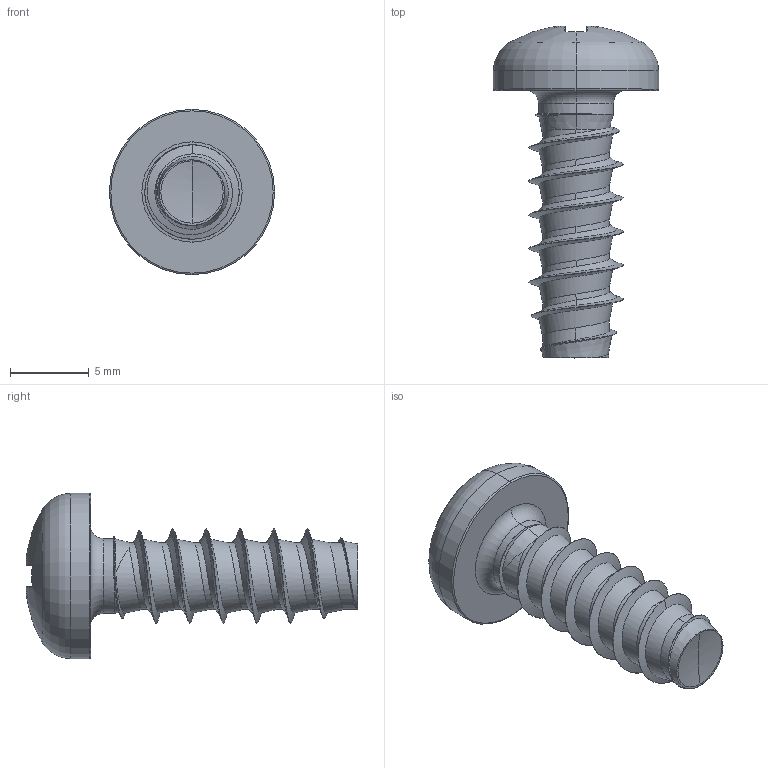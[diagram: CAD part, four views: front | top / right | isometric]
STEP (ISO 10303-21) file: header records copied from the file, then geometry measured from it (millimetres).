
FILE_DESCRIPTION (( 'STEP AP203' ), '1' );
FILE_NAME ('STP220600170.STEP', '2019-05-15T18:19:06', ( '' ), ( '' ), 'SwSTEP 2.0', 'SolidWorks 2015', '' );
FILE_SCHEMA (( 'CONFIG_CONTROL_DESIGN' ));
Length unit declared in the file: millimetre
Products named in the file (2): STP220600170
Bounding box: 10.5 x 21.1 x 10.5 mm (x, y, z)
Volume: 535.6 mm3; surface area: 640.6 mm2
Topology: 1 solids, 1 shells, 189 faces, 453 edges, 266 vertices
Faces by surface type: bspline 55, cylinder 40, torus 36, plane 30, sphere 20, cone 8
Entity records: 19410 total; most frequent: CARTESIAN_POINT 15368, ORIENTED_EDGE 902, DIRECTION 732, EDGE_CURVE 451, AXIS2_PLACEMENT_3D 324, VERTEX_POINT 266, EDGE_LOOP 191, ADVANCED_FACE 189
